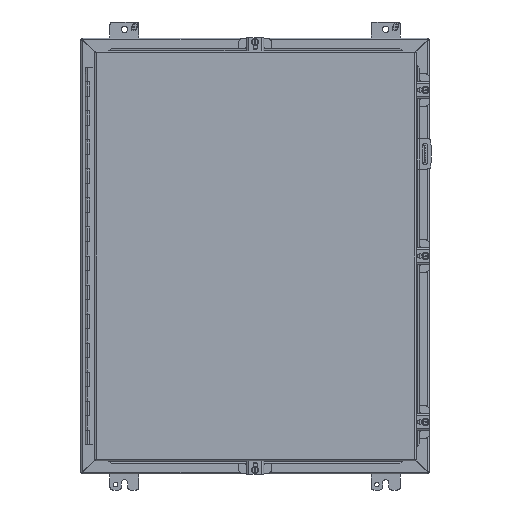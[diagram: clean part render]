
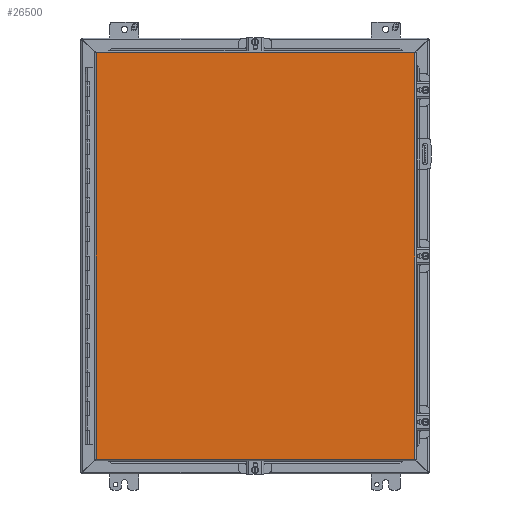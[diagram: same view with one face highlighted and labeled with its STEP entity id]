
A CAD part, front view. The second image highlights one B-rep face of the part: STEP entity #26500.
In plain terms, the highlighted planar face has unit normal (0, -1, 0).
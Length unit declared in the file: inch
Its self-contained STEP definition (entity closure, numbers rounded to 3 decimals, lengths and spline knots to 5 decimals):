
#1713 = CARTESIAN_POINT ( 'NONE',  ( -10.954, -11.21, -13.9945 ) ) ;
#4229 = DIRECTION ( 'NONE',  ( 1., 0., 0. ) ) ;
#4249 = PLANE ( 'NONE',  #44053 ) ;
#6222 = CARTESIAN_POINT ( 'NONE',  ( 11.018, -11.21, -13.9945 ) ) ;
#9409 = LINE ( 'NONE', #39761, #24011 ) ;
#9744 = CARTESIAN_POINT ( 'NONE',  ( -10.954, -11.21, 13.9945 ) ) ;
#10011 = VERTEX_POINT ( 'NONE', #22469 ) ;
#10496 = EDGE_CURVE ( 'NONE', #45852, #40229, #51948, .T. ) ;
#14294 = EDGE_LOOP ( 'NONE', ( #32288, #24563, #34714, #24904 ) ) ;
#16068 = DIRECTION ( 'NONE',  ( 0., -1., 0. ) ) ;
#17356 = VECTOR ( 'NONE', #27742, 39.37008 ) ;
#17729 = CARTESIAN_POINT ( 'NONE',  ( -10.954, -11.21, 13.9945 ) ) ;
#19602 = CARTESIAN_POINT ( 'NONE',  ( 11.018, -11.21, 13.9945 ) ) ;
#22217 = LINE ( 'NONE', #17729, #30070 ) ;
#22469 = CARTESIAN_POINT ( 'NONE',  ( 11.018, -11.21, 13.9945 ) ) ;
#22891 = DIRECTION ( 'NONE',  ( 0., 0., 1. ) ) ;
#23528 = LINE ( 'NONE', #19602, #17356 ) ;
#24011 = VECTOR ( 'NONE', #22891, 39.37008 ) ;
#24453 = EDGE_CURVE ( 'NONE', #10011, #45852, #23528, .T. ) ;
#24563 = ORIENTED_EDGE ( 'NONE', *, *, #31558, .F. ) ;
#24904 = ORIENTED_EDGE ( 'NONE', *, *, #10496, .F. ) ;
#26500 = ADVANCED_FACE ( 'NONE', ( #29568 ), #4249, .T. ) ;
#27742 = DIRECTION ( 'NONE',  ( 0., 0., -1. ) ) ;
#29568 = FACE_OUTER_BOUND ( 'NONE', #14294, .T. ) ;
#30070 = VECTOR ( 'NONE', #4229, 39.37008 ) ;
#30849 = DIRECTION ( 'NONE',  ( -1., 0., 0. ) ) ;
#31558 = EDGE_CURVE ( 'NONE', #37804, #10011, #22217, .T. ) ;
#32288 = ORIENTED_EDGE ( 'NONE', *, *, #24453, .F. ) ;
#34714 = ORIENTED_EDGE ( 'NONE', *, *, #41533, .F. ) ;
#37804 = VERTEX_POINT ( 'NONE', #9744 ) ;
#38447 = CARTESIAN_POINT ( 'NONE',  ( 11.018, -11.21, -13.9945 ) ) ;
#39761 = CARTESIAN_POINT ( 'NONE',  ( -10.954, -11.21, -13.9945 ) ) ;
#40229 = VERTEX_POINT ( 'NONE', #1713 ) ;
#41533 = EDGE_CURVE ( 'NONE', #40229, #37804, #9409, .T. ) ;
#43500 = VECTOR ( 'NONE', #30849, 39.37008 ) ;
#44053 = AXIS2_PLACEMENT_3D ( 'NONE', #50938, #16068, #46717 ) ;
#45852 = VERTEX_POINT ( 'NONE', #6222 ) ;
#46717 = DIRECTION ( 'NONE',  ( 0., 0., -1. ) ) ;
#50938 = CARTESIAN_POINT ( 'NONE',  ( -10.954, -11.21, -13.9945 ) ) ;
#51948 = LINE ( 'NONE', #38447, #43500 ) ;
